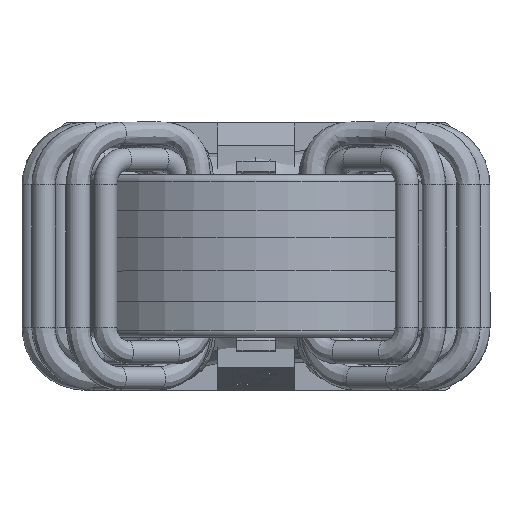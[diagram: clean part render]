
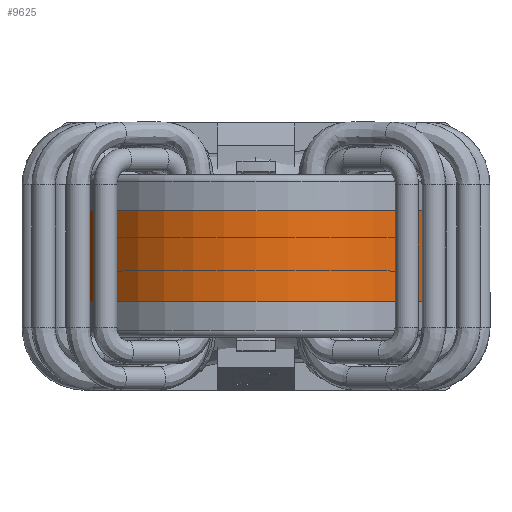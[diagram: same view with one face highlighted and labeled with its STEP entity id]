
A CAD part, top view. The second image highlights one B-rep face of the part: STEP entity #9625.
In plain terms, the highlighted cylindrical face has radius 14.155 mm (diameter 28.31 mm), a full revolution.
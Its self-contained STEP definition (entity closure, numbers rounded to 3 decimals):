
#305=CYLINDRICAL_SURFACE('',#11851,14.155);
#615=CIRCLE('',#11852,14.155);
#616=CIRCLE('',#11853,14.155);
#2087=ORIENTED_EDGE('',*,*,#3935,.T.);
#2088=ORIENTED_EDGE('',*,*,#3936,.F.);
#3935=EDGE_CURVE('',#5035,#5035,#615,.T.);
#3936=EDGE_CURVE('',#5036,#5036,#616,.T.);
#5035=VERTEX_POINT('',#32032);
#5036=VERTEX_POINT('',#32034);
#7755=EDGE_LOOP('',(#2087));
#7756=EDGE_LOOP('',(#2088));
#8630=FACE_BOUND('',#7755,.T.);
#8631=FACE_BOUND('',#7756,.T.);
#9625=ADVANCED_FACE('',(#8630,#8631),#305,.T.);
#11851=AXIS2_PLACEMENT_3D('',#32030,#13711,#13712);
#11852=AXIS2_PLACEMENT_3D('',#32031,#13713,#13714);
#11853=AXIS2_PLACEMENT_3D('',#32033,#13715,#13716);
#13711=DIRECTION('',(0.,1.,0.));
#13712=DIRECTION('',(0.,0.,1.));
#13713=DIRECTION('',(0.,1.,0.));
#13714=DIRECTION('',(1.,0.,0.));
#13715=DIRECTION('',(0.,1.,0.));
#13716=DIRECTION('',(1.,0.,0.));
#32030=CARTESIAN_POINT('',(0.,-3.5,0.));
#32031=CARTESIAN_POINT('',(0.,-3.5,0.));
#32032=CARTESIAN_POINT('',(14.155,-3.5,0.));
#32033=CARTESIAN_POINT('',(0.,3.5,0.));
#32034=CARTESIAN_POINT('',(14.155,3.5,0.));
